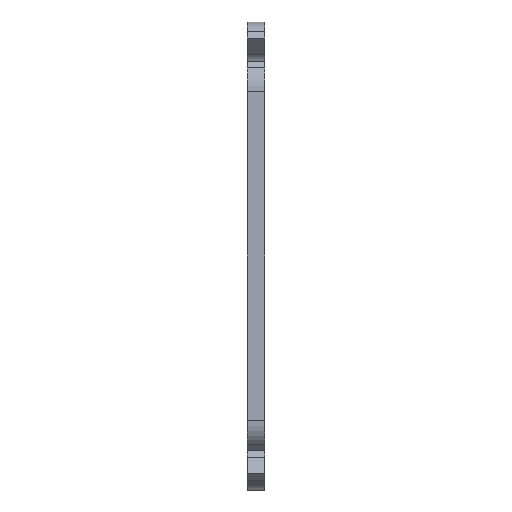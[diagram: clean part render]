
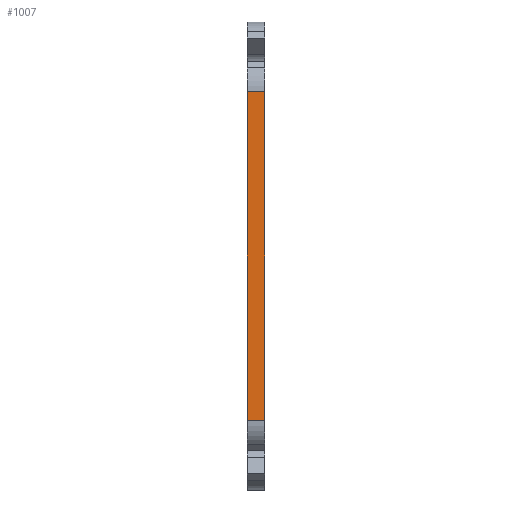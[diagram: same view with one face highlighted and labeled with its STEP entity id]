
A CAD part, left-side view. The second image highlights one B-rep face of the part: STEP entity #1007.
In plain terms, the highlighted planar face has unit normal (-1, 0, 0).
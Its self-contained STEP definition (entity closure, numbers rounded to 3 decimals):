
#79 = EDGE_CURVE ( 'NONE', #901, #904, #592, .T. ) ;
#100 = EDGE_CURVE ( 'NONE', #910, #901, #211, .T. ) ;
#146 = EDGE_CURVE ( 'NONE', #904, #907, #1104, .T. ) ;
#148 = EDGE_CURVE ( 'NONE', #910, #907, #1116, .T. ) ;
#211 = LINE ( 'NONE', #216, #986 ) ;
#216 = CARTESIAN_POINT ( 'NONE',  ( -36., 1.6, -14.757 ) ) ;
#217 = DIRECTION ( 'NONE',  ( 0., -1., 0. ) ) ;
#242 = ORIENTED_EDGE ( 'NONE', *, *, #79, .T. ) ;
#243 = ORIENTED_EDGE ( 'NONE', *, *, #146, .T. ) ;
#244 = ORIENTED_EDGE ( 'NONE', *, *, #148, .F. ) ;
#245 = ORIENTED_EDGE ( 'NONE', *, *, #100, .T. ) ;
#375 = VECTOR ( 'NONE', #1118, 1000. ) ;
#527 = CARTESIAN_POINT ( 'NONE',  ( -36., 0., 14.757 ) ) ;
#529 = CARTESIAN_POINT ( 'NONE',  ( -36., 0., -14.757 ) ) ;
#533 = CARTESIAN_POINT ( 'NONE',  ( -36., 1.6, 14.757 ) ) ;
#536 = CARTESIAN_POINT ( 'NONE',  ( -36., 1.6, -14.757 ) ) ;
#592 = LINE ( 'NONE', #599, #773 ) ;
#599 = CARTESIAN_POINT ( 'NONE',  ( -36., 0., -21. ) ) ;
#601 = DIRECTION ( 'NONE',  ( 0., 0., 1. ) ) ;
#644 = CARTESIAN_POINT ( 'NONE',  ( -36., 1.6, -21. ) ) ;
#655 = FACE_OUTER_BOUND ( 'NONE', #692, .T. ) ;
#656 = PLANE ( 'NONE',  #1156 ) ;
#659 = DIRECTION ( 'NONE',  ( 1., 0., 0. ) ) ;
#660 = DIRECTION ( 'NONE',  ( 0., 0., -1. ) ) ;
#692 = EDGE_LOOP ( 'NONE', ( #242, #243, #244, #245 ) ) ;
#773 = VECTOR ( 'NONE', #601, 1000. ) ;
#901 = VERTEX_POINT ( 'NONE', #529 ) ;
#904 = VERTEX_POINT ( 'NONE', #527 ) ;
#907 = VERTEX_POINT ( 'NONE', #533 ) ;
#910 = VERTEX_POINT ( 'NONE', #536 ) ;
#986 = VECTOR ( 'NONE', #217, 1000. ) ;
#1007 = ADVANCED_FACE ( 'NONE', ( #655 ), #656, .F. ) ;
#1104 = LINE ( 'NONE', #1105, #1222 ) ;
#1105 = CARTESIAN_POINT ( 'NONE',  ( -36., 1.6, 14.757 ) ) ;
#1112 = DIRECTION ( 'NONE',  ( 0., 1., 0. ) ) ;
#1116 = LINE ( 'NONE', #1117, #375 ) ;
#1117 = CARTESIAN_POINT ( 'NONE',  ( -36., 1.6, -21. ) ) ;
#1118 = DIRECTION ( 'NONE',  ( 0., 0., 1. ) ) ;
#1156 = AXIS2_PLACEMENT_3D ( 'NONE', #644, #659, #660 ) ;
#1222 = VECTOR ( 'NONE', #1112, 1000. ) ;
